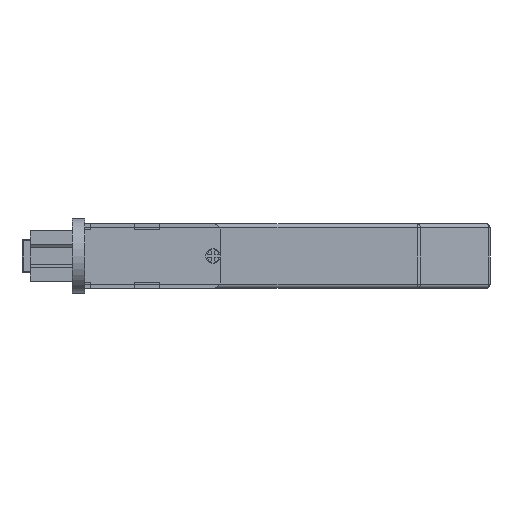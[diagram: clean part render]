
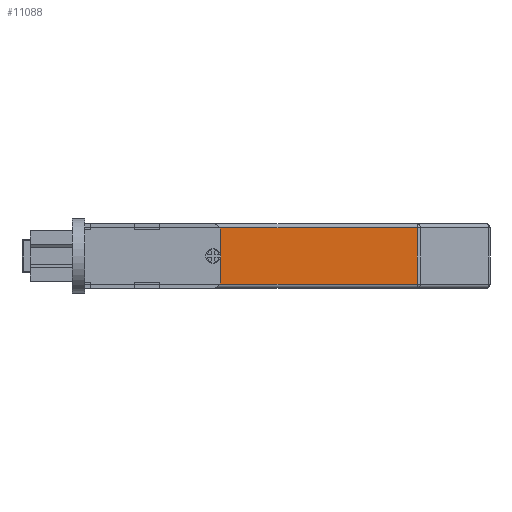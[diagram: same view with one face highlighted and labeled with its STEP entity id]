
A CAD part, front view. The second image highlights one B-rep face of the part: STEP entity #11088.
In plain terms, the highlighted planar face has unit normal (0, -1, 0).
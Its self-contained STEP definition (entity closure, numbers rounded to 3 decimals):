
#170 = EDGE_CURVE ( 'NONE', #3577, #2314, #2720, .T. ) ;
#255 = CARTESIAN_POINT ( 'NONE',  ( 43.75, -14.7, 4.25 ) ) ;
#288 = DIRECTION ( 'NONE',  ( 0., -1., 0. ) ) ;
#835 = DIRECTION ( 'NONE',  ( 0., 0., -1. ) ) ;
#1178 = VECTOR ( 'NONE', #7001, 1000. ) ;
#1327 = VERTEX_POINT ( 'NONE', #9446 ) ;
#1565 = LINE ( 'NONE', #4216, #1178 ) ;
#1665 = DIRECTION ( 'NONE',  ( 0., -1., 0. ) ) ;
#1976 = CIRCLE ( 'NONE', #4054, 1.75 ) ;
#2029 = CARTESIAN_POINT ( 'NONE',  ( 43.75, -14.7, 6. ) ) ;
#2046 = DIRECTION ( 'NONE',  ( 0., 0., -1. ) ) ;
#2052 = ORIENTED_EDGE ( 'NONE', *, *, #170, .T. ) ;
#2087 = CARTESIAN_POINT ( 'NONE',  ( 13., -14.7, 12.75 ) ) ;
#2089 = CARTESIAN_POINT ( 'NONE',  ( 92.586, -14.7, 12.75 ) ) ;
#2314 = VERTEX_POINT ( 'NONE', #2087 ) ;
#2482 = EDGE_LOOP ( 'NONE', ( #5483, #10109 ) ) ;
#2687 = AXIS2_PLACEMENT_3D ( 'NONE', #2029, #7542, #6532 ) ;
#2720 = LINE ( 'NONE', #8826, #4999 ) ;
#3159 = VECTOR ( 'NONE', #10629, 1000. ) ;
#3189 = ORIENTED_EDGE ( 'NONE', *, *, #11675, .F. ) ;
#3577 = VERTEX_POINT ( 'NONE', #2089 ) ;
#3747 = VERTEX_POINT ( 'NONE', #255 ) ;
#3928 = ORIENTED_EDGE ( 'NONE', *, *, #6940, .T. ) ;
#4054 = AXIS2_PLACEMENT_3D ( 'NONE', #8222, #288, #2046 ) ;
#4216 = CARTESIAN_POINT ( 'NONE',  ( 13., -14.7, -1.75 ) ) ;
#4505 = EDGE_CURVE ( 'NONE', #5712, #3577, #6913, .T. ) ;
#4999 = VECTOR ( 'NONE', #9944, 1000. ) ;
#5199 = PLANE ( 'NONE',  #10794 ) ;
#5483 = ORIENTED_EDGE ( 'NONE', *, *, #10407, .F. ) ;
#5712 = VERTEX_POINT ( 'NONE', #9207 ) ;
#6102 = CIRCLE ( 'NONE', #2687, 1.75 ) ;
#6155 = FACE_BOUND ( 'NONE', #2482, .T. ) ;
#6212 = CARTESIAN_POINT ( 'NONE',  ( 13., -14.7, -1.75 ) ) ;
#6532 = DIRECTION ( 'NONE',  ( 0., 0., -1. ) ) ;
#6913 = LINE ( 'NONE', #7022, #3159 ) ;
#6940 = EDGE_CURVE ( 'NONE', #1327, #5712, #10727, .T. ) ;
#7001 = DIRECTION ( 'NONE',  ( 0., 0., 1. ) ) ;
#7022 = CARTESIAN_POINT ( 'NONE',  ( 92.586, -14.7, -1.75 ) ) ;
#7247 = CARTESIAN_POINT ( 'NONE',  ( 43.75, -14.7, 7.75 ) ) ;
#7542 = DIRECTION ( 'NONE',  ( 0., -1., 0. ) ) ;
#8009 = EDGE_LOOP ( 'NONE', ( #3189, #3928, #8877, #2052 ) ) ;
#8111 = VERTEX_POINT ( 'NONE', #7247 ) ;
#8222 = CARTESIAN_POINT ( 'NONE',  ( 43.75, -14.7, 6. ) ) ;
#8825 = EDGE_CURVE ( 'NONE', #8111, #3747, #1976, .T. ) ;
#8826 = CARTESIAN_POINT ( 'NONE',  ( 13., -14.7, 12.75 ) ) ;
#8877 = ORIENTED_EDGE ( 'NONE', *, *, #4505, .T. ) ;
#9207 = CARTESIAN_POINT ( 'NONE',  ( 92.586, -14.7, -0.75 ) ) ;
#9446 = CARTESIAN_POINT ( 'NONE',  ( 13., -14.7, -0.75 ) ) ;
#9775 = FACE_OUTER_BOUND ( 'NONE', #8009, .T. ) ;
#9944 = DIRECTION ( 'NONE',  ( -1., 0., 0. ) ) ;
#10109 = ORIENTED_EDGE ( 'NONE', *, *, #8825, .F. ) ;
#10180 = DIRECTION ( 'NONE',  ( 1., 0., 0. ) ) ;
#10407 = EDGE_CURVE ( 'NONE', #3747, #8111, #6102, .T. ) ;
#10629 = DIRECTION ( 'NONE',  ( 0., 0., 1. ) ) ;
#10727 = LINE ( 'NONE', #11617, #11579 ) ;
#10794 = AXIS2_PLACEMENT_3D ( 'NONE', #6212, #1665, #835 ) ;
#11088 = ADVANCED_FACE ( 'NONE', ( #6155, #9775 ), #5199, .T. ) ;
#11579 = VECTOR ( 'NONE', #10180, 1000. ) ;
#11617 = CARTESIAN_POINT ( 'NONE',  ( 93., -14.7, -0.75 ) ) ;
#11675 = EDGE_CURVE ( 'NONE', #1327, #2314, #1565, .T. ) ;
